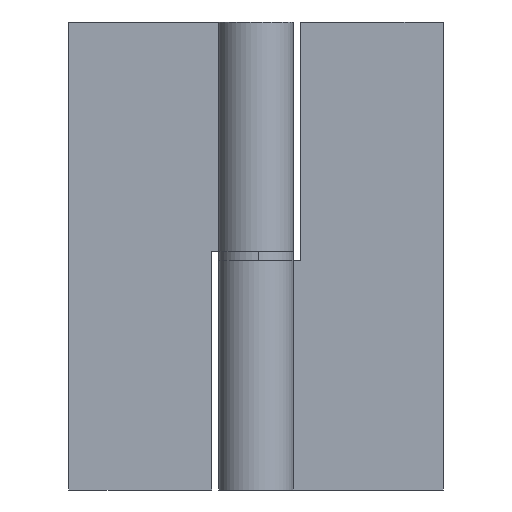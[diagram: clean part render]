
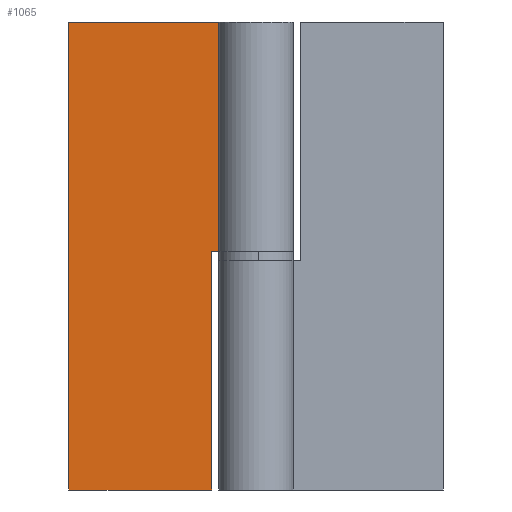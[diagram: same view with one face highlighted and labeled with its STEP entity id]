
A CAD part, front view. The second image highlights one B-rep face of the part: STEP entity #1065.
In plain terms, the highlighted free-form (B-spline) face has degree [1, 1] with [2, 2] control points.
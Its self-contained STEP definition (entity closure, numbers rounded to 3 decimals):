
#790=CARTESIAN_POINT('',(-9.5,4.0,0.0));
#791=VERTEX_POINT('',#790);
#804=CARTESIAN_POINT('',(-9.5,4.0,51.0));
#805=VERTEX_POINT('',#804);
#811=CARTESIAN_POINT('',(-9.5,4.0,0.0));
#812=CARTESIAN_POINT('',(-9.5,4.0,51.0));
#813=QUASI_UNIFORM_CURVE('',1,(#811,#812),.UNSPECIFIED.,.F.,.U.);
#814=EDGE_CURVE('',#791,#805,#813,.T.);
#854=CARTESIAN_POINT('',(0.0,4.0,51.0));
#855=VERTEX_POINT('',#854);
#875=CARTESIAN_POINT('',(-9.5,4.0,51.0));
#876=CARTESIAN_POINT('',(0.0,4.0,51.0));
#877=QUASI_UNIFORM_CURVE('',1,(#875,#876),.UNSPECIFIED.,.F.,.U.);
#878=EDGE_CURVE('',#805,#855,#877,.T.);
#931=CARTESIAN_POINT('',(-40.,4.0,100.0));
#932=VERTEX_POINT('',#931);
#938=CARTESIAN_POINT('',(0.0,4.0,100.0));
#939=VERTEX_POINT('',#938);
#940=CARTESIAN_POINT('',(-40.,4.0,100.0));
#941=CARTESIAN_POINT('',(0.0,4.0,100.0));
#942=QUASI_UNIFORM_CURVE('',1,(#940,#941),.UNSPECIFIED.,.F.,.U.);
#943=EDGE_CURVE('',#932,#939,#942,.T.);
#980=CARTESIAN_POINT('',(-40.,4.0,0.0));
#981=VERTEX_POINT('',#980);
#987=CARTESIAN_POINT('',(-40.,4.0,0.0));
#988=CARTESIAN_POINT('',(-40.,4.0,100.0));
#989=QUASI_UNIFORM_CURVE('',1,(#987,#988),.UNSPECIFIED.,.F.,.U.);
#990=EDGE_CURVE('',#981,#932,#989,.T.);
#1006=CARTESIAN_POINT('',(-40.,4.0,0.0));
#1007=CARTESIAN_POINT('',(-9.5,4.0,0.0));
#1008=QUASI_UNIFORM_CURVE('',1,(#1006,#1007),.UNSPECIFIED.,.F.,.U.);
#1009=EDGE_CURVE('',#981,#791,#1008,.T.);
#1037=CARTESIAN_POINT('',(0.0,4.0,51.0));
#1038=CARTESIAN_POINT('',(0.0,4.0,100.0));
#1039=QUASI_UNIFORM_CURVE('',1,(#1037,#1038),.UNSPECIFIED.,.F.,.U.);
#1040=EDGE_CURVE('',#855,#939,#1039,.T.);
#1052=CARTESIAN_POINT('',(-41.998,4.0,104.995));
#1053=CARTESIAN_POINT('',(-41.998,4.0,-4.995));
#1054=CARTESIAN_POINT('',(1.998,4.0,104.995));
#1055=CARTESIAN_POINT('',(1.998,4.0,-4.995));
#1056=B_SPLINE_SURFACE_WITH_KNOTS('',1,1,((#1052,#1054),(#1053,#1055)),.UNSPECIFIED.,.F.,.F.,.U.,(2,2),(2,2),(0.0,109.99),(0.0,43.996),.UNSPECIFIED.);
#1057=ORIENTED_EDGE('',*,*,#1009,.T.);
#1058=ORIENTED_EDGE('',*,*,#814,.T.);
#1059=ORIENTED_EDGE('',*,*,#878,.T.);
#1060=ORIENTED_EDGE('',*,*,#1040,.T.);
#1061=ORIENTED_EDGE('',*,*,#943,.F.);
#1062=ORIENTED_EDGE('',*,*,#990,.F.);
#1063=EDGE_LOOP('',(#1057,#1058,#1059,#1060,#1061,#1062));
#1064=FACE_OUTER_BOUND('',#1063,.T.);
#1065=ADVANCED_FACE('',(#1064),#1056,.T.);
